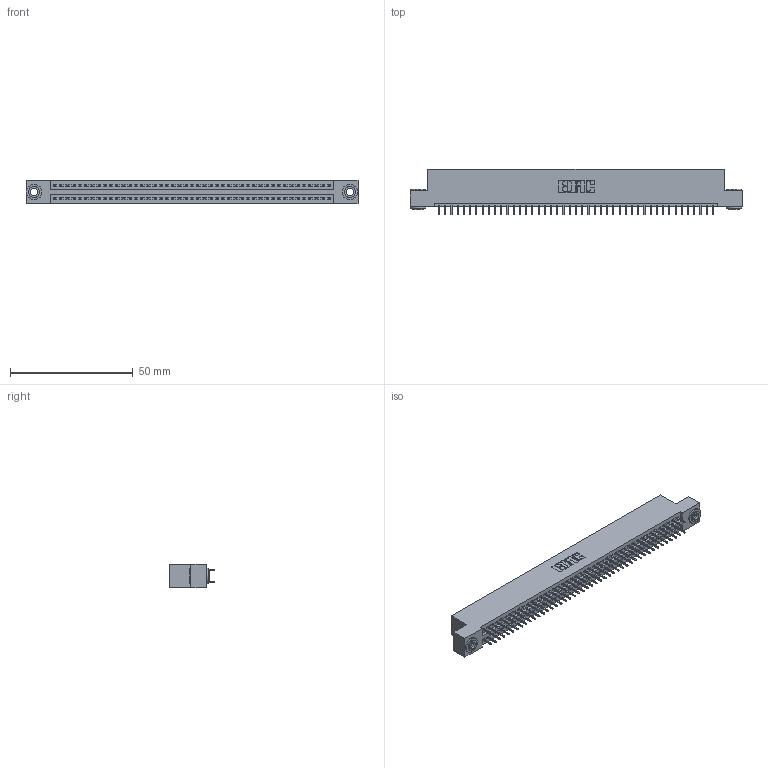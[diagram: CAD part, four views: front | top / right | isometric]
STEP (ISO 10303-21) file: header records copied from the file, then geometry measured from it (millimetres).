
FILE_DESCRIPTION (( 'STEP AP203' ), '1' );
FILE_NAME ('345-090-525-203.STEP', '2020-09-21T14:49:34', ( '' ), ( '' ), 'SwSTEP 2.0', 'SolidWorks 2020', '' );
FILE_SCHEMA (( 'CONFIG_CONTROL_DESIGN' ));
Length unit declared in the file: inch
Products named in the file (4): 345 Part_Flush Mounting Lugs - 0.156 Dia-TH; 345-292-001_345-293-125; 345-090-525-203; 345-250-002_345-250-002-102
Assembly tree (93 placements, depth 2):
  345-090-525-203
    345 Part_Flush Mounting Lugs - 0.156 Dia-TH
    345-292-001_345-293-125  x90
    345-250-002_345-250-002-102  x2
Bounding box: 135.51 x 18.72 x 9.4 mm (x, y, z)
Volume: 13062.6 mm3; surface area: 19125.3 mm2
Topology: 93 solids, 93 shells, 5024 faces, 14187 edges, 9094 vertices
Faces by surface type: plane 3600, cylinder 1416, cone 8
Entity records: 35628 total; most frequent: CARTESIAN_POINT 5943, ORIENTED_EDGE 5870, DIRECTION 5269, EDGE_CURVE 2935, VECTOR 2603, LINE 2603, VERTEX_POINT 1950, AXIS2_PLACEMENT_3D 1333
